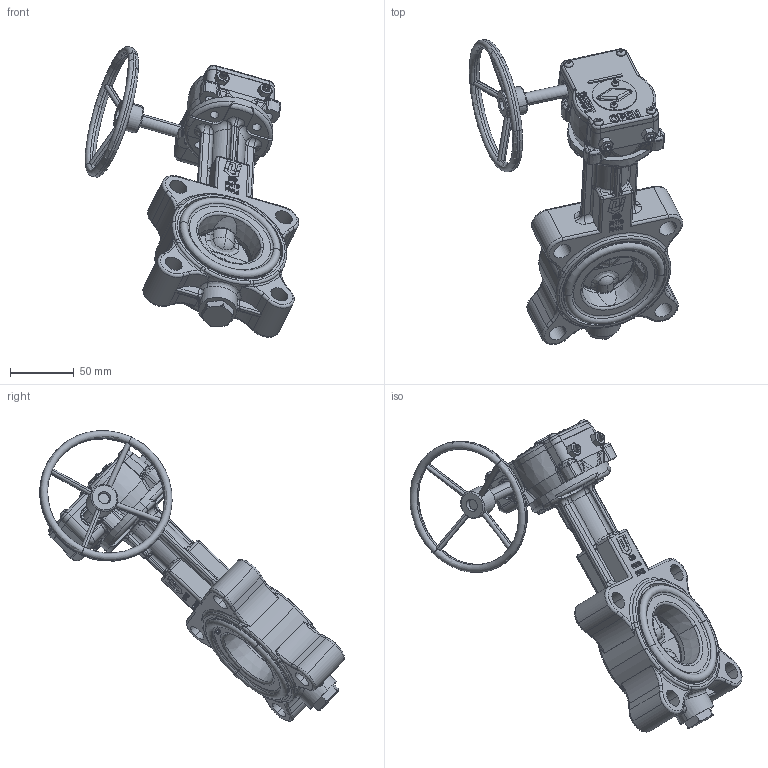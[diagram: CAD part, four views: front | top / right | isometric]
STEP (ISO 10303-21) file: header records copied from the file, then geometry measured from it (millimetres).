
FILE_DESCRIPTION (( 'STEP AP203' ), '1' );
FILE_NAME ('AK02_DN50_Getriebe.STEP', '2022-10-06T12:29:51', ( '' ), ( '' ), 'SwSTEP 2.0', 'SolidWorks 2021', '' );
FILE_SCHEMA (( 'CONFIG_CONTROL_DESIGN' ));
Length unit declared in the file: metre
Products named in the file (5): AK01_DN32-100_Getriebe - Handrad; AK01_DN32-100_Getriebe mit Handrad; AK02_DN050_OH; AK01_DN32-100_Getriebe; AK02_DN50_Getriebe
Assembly tree (4 placements, depth 3):
  AK02_DN50_Getriebe
    AK01_DN32-100_Getriebe mit Handrad
      AK01_DN32-100_Getriebe
      AK01_DN32-100_Getriebe - Handrad
    AK02_DN050_OH
Bounding box: 167.96 x 239.73 x 228.44 mm (x, y, z)
Volume: 624506.6 mm3; surface area: 148485.9 mm2
Topology: 3 solids, 36 shells, 2505 faces, 6225 edges, 3817 vertices
Faces by surface type: plane 716, cylinder 577, bspline 498, torus 323, cone 286, sphere 105
Entity records: 115998 total; most frequent: CARTESIAN_POINT 60553, ORIENTED_EDGE 12308, DIRECTION 10312, EDGE_CURVE 6154, AXIS2_PLACEMENT_3D 4032, VERTEX_POINT 3816, EDGE_LOOP 2660, ADVANCED_FACE 2505
